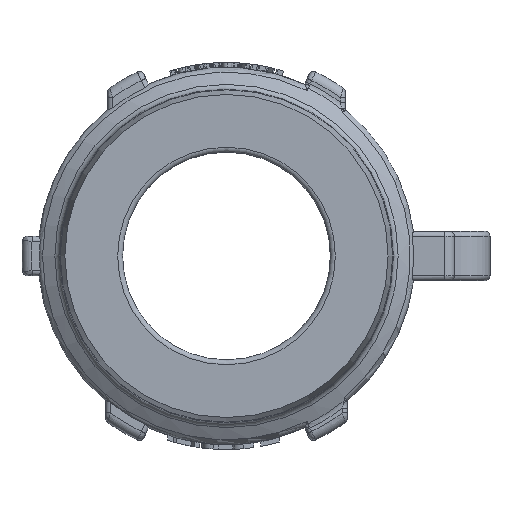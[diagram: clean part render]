
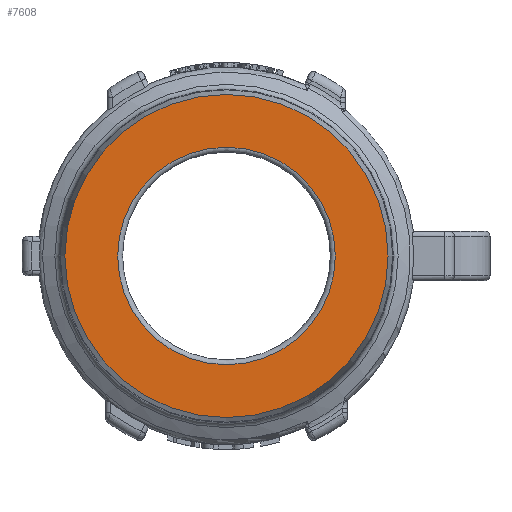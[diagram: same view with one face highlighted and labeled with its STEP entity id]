
A CAD part, left-side view. The second image highlights one B-rep face of the part: STEP entity #7608.
In plain terms, the highlighted planar face has unit normal (-1, 0, 0).
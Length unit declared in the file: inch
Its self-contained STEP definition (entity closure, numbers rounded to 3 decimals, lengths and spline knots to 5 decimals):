
#1707=PLANE($,#8097);
#1886=FACE_BOUND($,#2417,.T.);
#1955=FACE_OUTER_BOUND($,#2416,.T.);
#2416=EDGE_LOOP($,(#5224));
#2417=EDGE_LOOP($,(#5225));
#2949=CIRCLE($,#8096,0.68625);
#2950=CIRCLE($,#8098,1.01901);
#3227=VERTEX_POINT($,#10845);
#3228=VERTEX_POINT($,#10848);
#4016=EDGE_CURVE($,#3227,#3227,#2949,.T.);
#4017=EDGE_CURVE($,#3228,#3228,#2950,.T.);
#5224=ORIENTED_EDGE($,*,*,#4017,.F.);
#5225=ORIENTED_EDGE($,*,*,#4016,.F.);
#7608=ADVANCED_FACE($,(#1955,#1886),#1707,.T.);
#8096=AXIS2_PLACEMENT_3D($,#10846,#8703,#8704);
#8097=AXIS2_PLACEMENT_3D($,#10847,#8705,#8706);
#8098=AXIS2_PLACEMENT_3D($,#10849,#8707,#8708);
#8703=DIRECTION('center_axis',(-1.,0.,0.));
#8704=DIRECTION('ref_axis',(0.,-1.,0.));
#8705=DIRECTION('center_axis',(-1.,0.,0.));
#8706=DIRECTION('ref_axis',(0.,0.,1.));
#8707=DIRECTION('center_axis',(1.,0.,0.));
#8708=DIRECTION('ref_axis',(0.,0.,-1.));
#10845=CARTESIAN_POINT('',(-2.72,0.68625,0.));
#10846=CARTESIAN_POINT('Origin',(-2.72,0.,0.));
#10847=CARTESIAN_POINT('Origin',(-2.72,1.01901,0.));
#10848=CARTESIAN_POINT('',(-2.72,1.01901,0.));
#10849=CARTESIAN_POINT('Origin',(-2.72,0.,0.));
